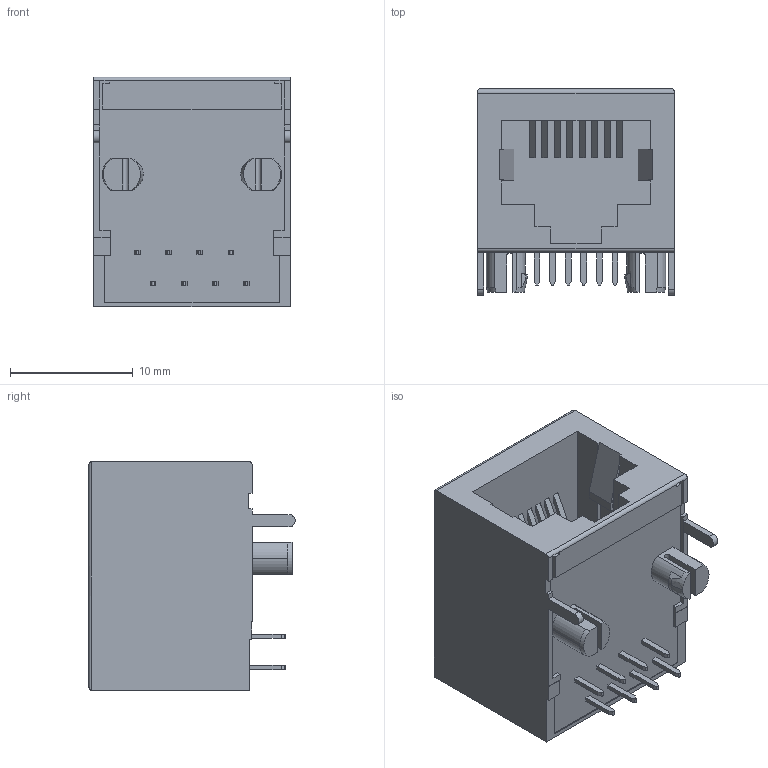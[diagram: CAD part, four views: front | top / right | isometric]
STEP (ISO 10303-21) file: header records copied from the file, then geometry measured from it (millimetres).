
FILE_DESCRIPTION (( 'STEP AP214' ), '1' );
FILE_NAME ('ASSMANN A-2004-2-4-LPS-N-R.STEP', '2016-04-13T02:55:19', ( '' ), ( '' ), 'SwSTEP 2.0', 'SolidWorks 2015', '' );
FILE_SCHEMA (( 'AUTOMOTIVE_DESIGN' ));
Length unit declared in the file: millimetre
Products named in the file (1): ASSMANN A-2004-2-4-LPS-N-R
Bounding box: 16 x 16.8 x 18.7 mm (x, y, z)
Volume: 2838.2 mm3; surface area: 2320.8 mm2
Topology: 1 solids, 1 shells, 224 faces, 641 edges, 422 vertices
Faces by surface type: plane 191, cylinder 25, cone 8
Entity records: 9778 total; most frequent: CARTESIAN_POINT 1394, ORIENTED_EDGE 1282, DIRECTION 1133, EDGE_CURVE 641, LINE 559, VECTOR 559, VERTEX_POINT 422, AXIS2_PLACEMENT_3D 287
